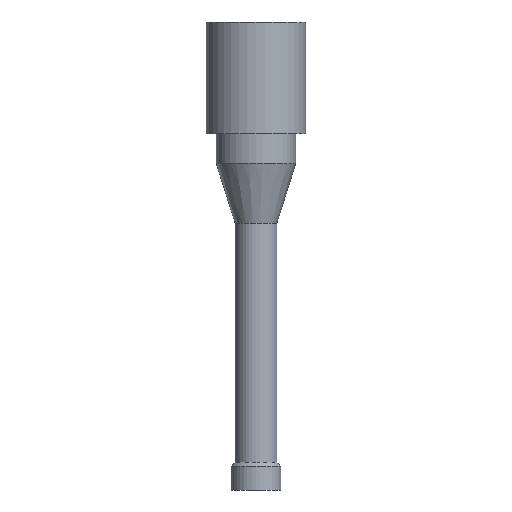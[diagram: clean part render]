
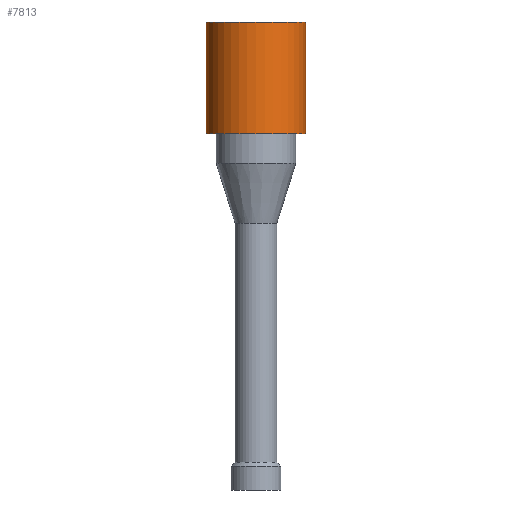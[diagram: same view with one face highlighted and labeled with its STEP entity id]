
A CAD part, front view. The second image highlights one B-rep face of the part: STEP entity #7813.
In plain terms, the highlighted cylindrical face has radius 12.5 mm (diameter 25 mm), a full revolution.
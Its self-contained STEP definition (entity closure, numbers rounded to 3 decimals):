
#31=CYLINDRICAL_SURFACE($,#8102,12.5);
#34=CIRCLE($,#8018,12.5);
#73=CIRCLE($,#8103,12.5);
#1045=FACE_OUTER_BOUND($,#1618,.T.);
#1120=FACE_BOUND($,#1619,.T.);
#1618=EDGE_LOOP($,(#7130));
#1619=EDGE_LOOP($,(#7131));
#3755=VERTEX_POINT($,#14491);
#3794=VERTEX_POINT($,#14615);
#4869=EDGE_CURVE($,#3755,#3755,#34,.T.);
#4908=EDGE_CURVE($,#3794,#3794,#73,.T.);
#7130=ORIENTED_EDGE($,*,*,#4869,.T.);
#7131=ORIENTED_EDGE($,*,*,#4908,.F.);
#7813=ADVANCED_FACE($,(#1045,#1120),#31,.T.);
#8018=AXIS2_PLACEMENT_3D($,#14492,#9214,#9215);
#8102=AXIS2_PLACEMENT_3D($,#14614,#9382,#9383);
#8103=AXIS2_PLACEMENT_3D($,#14616,#9384,#9385);
#9214=DIRECTION('center_axis',(0.,0.,-1.));
#9215=DIRECTION('ref_axis',(-1.,0.,0.));
#9382=DIRECTION('center_axis',(0.,0.,1.));
#9383=DIRECTION('ref_axis',(-1.,0.,0.));
#9384=DIRECTION('center_axis',(0.,0.,-1.));
#9385=DIRECTION('ref_axis',(-1.,0.,0.));
#14491=CARTESIAN_POINT('',(12.5,0.,28.));
#14492=CARTESIAN_POINT('Origin',(0.,0.,28.));
#14614=CARTESIAN_POINT('Origin',(0.,0.,0.));
#14615=CARTESIAN_POINT('',(12.5,0.,0.));
#14616=CARTESIAN_POINT('Origin',(0.,0.,0.));
